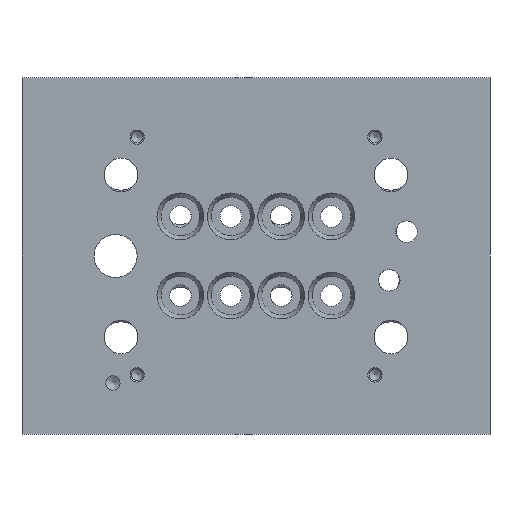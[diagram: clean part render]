
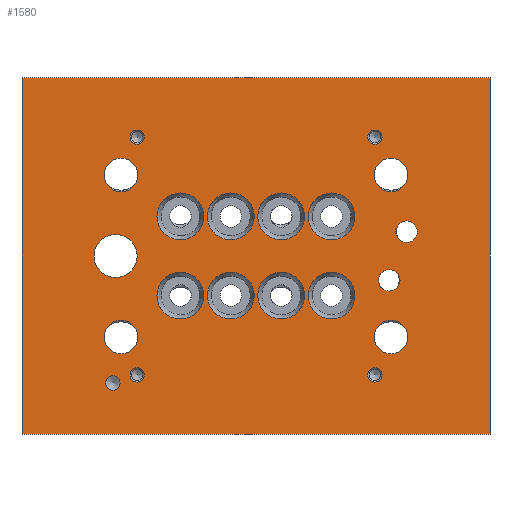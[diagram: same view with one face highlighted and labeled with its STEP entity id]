
A CAD part, front view. The second image highlights one B-rep face of the part: STEP entity #1580.
In plain terms, the highlighted planar face has unit normal (0, -1, 0).
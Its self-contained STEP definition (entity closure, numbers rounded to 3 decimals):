
#36=PLANE('',#1759);
#133=CIRCLE('',#1716,3.);
#166=CIRCLE('',#1760,4.7);
#167=CIRCLE('',#1761,4.7);
#168=CIRCLE('',#1762,4.7);
#169=CIRCLE('',#1763,4.7);
#170=CIRCLE('',#1764,6.);
#171=CIRCLE('',#1765,3.);
#172=CIRCLE('',#1766,2.);
#173=CIRCLE('',#1767,2.);
#174=CIRCLE('',#1768,2.);
#175=CIRCLE('',#1769,2.);
#176=CIRCLE('',#1770,2.);
#177=CIRCLE('',#1771,6.5);
#178=CIRCLE('',#1772,6.5);
#179=CIRCLE('',#1773,6.5);
#180=CIRCLE('',#1774,6.5);
#181=CIRCLE('',#1775,6.5);
#182=CIRCLE('',#1776,6.5);
#183=CIRCLE('',#1777,6.5);
#184=CIRCLE('',#1778,6.5);
#350=ORIENTED_EDGE('',*,*,#691,.F.);
#351=ORIENTED_EDGE('',*,*,#692,.F.);
#352=ORIENTED_EDGE('',*,*,#693,.F.);
#353=ORIENTED_EDGE('',*,*,#694,.F.);
#354=ORIENTED_EDGE('',*,*,#695,.F.);
#355=ORIENTED_EDGE('',*,*,#629,.F.);
#356=ORIENTED_EDGE('',*,*,#696,.F.);
#357=ORIENTED_EDGE('',*,*,#697,.F.);
#358=ORIENTED_EDGE('',*,*,#698,.F.);
#359=ORIENTED_EDGE('',*,*,#699,.F.);
#360=ORIENTED_EDGE('',*,*,#700,.F.);
#361=ORIENTED_EDGE('',*,*,#701,.F.);
#362=ORIENTED_EDGE('',*,*,#702,.F.);
#363=ORIENTED_EDGE('',*,*,#703,.F.);
#364=ORIENTED_EDGE('',*,*,#704,.F.);
#365=ORIENTED_EDGE('',*,*,#705,.F.);
#366=ORIENTED_EDGE('',*,*,#706,.F.);
#367=ORIENTED_EDGE('',*,*,#707,.F.);
#368=ORIENTED_EDGE('',*,*,#708,.F.);
#369=ORIENTED_EDGE('',*,*,#709,.F.);
#370=ORIENTED_EDGE('',*,*,#658,.F.);
#371=ORIENTED_EDGE('',*,*,#668,.F.);
#372=ORIENTED_EDGE('',*,*,#665,.F.);
#373=ORIENTED_EDGE('',*,*,#662,.F.);
#629=EDGE_CURVE('',#804,#804,#133,.T.);
#658=EDGE_CURVE('',#832,#833,#964,.T.);
#662=EDGE_CURVE('',#833,#836,#968,.T.);
#665=EDGE_CURVE('',#836,#838,#971,.T.);
#668=EDGE_CURVE('',#838,#832,#974,.T.);
#691=EDGE_CURVE('',#861,#861,#166,.T.);
#692=EDGE_CURVE('',#862,#862,#167,.T.);
#693=EDGE_CURVE('',#863,#863,#168,.T.);
#694=EDGE_CURVE('',#864,#864,#169,.T.);
#695=EDGE_CURVE('',#865,#865,#170,.T.);
#696=EDGE_CURVE('',#866,#866,#171,.T.);
#697=EDGE_CURVE('',#867,#867,#172,.T.);
#698=EDGE_CURVE('',#868,#868,#173,.T.);
#699=EDGE_CURVE('',#869,#869,#174,.T.);
#700=EDGE_CURVE('',#870,#870,#175,.T.);
#701=EDGE_CURVE('',#871,#871,#176,.T.);
#702=EDGE_CURVE('',#872,#872,#177,.T.);
#703=EDGE_CURVE('',#873,#873,#178,.T.);
#704=EDGE_CURVE('',#874,#874,#179,.T.);
#705=EDGE_CURVE('',#875,#875,#180,.T.);
#706=EDGE_CURVE('',#876,#876,#181,.T.);
#707=EDGE_CURVE('',#877,#877,#182,.T.);
#708=EDGE_CURVE('',#878,#878,#183,.T.);
#709=EDGE_CURVE('',#879,#879,#184,.T.);
#804=VERTEX_POINT('',#2581);
#832=VERTEX_POINT('',#2663);
#833=VERTEX_POINT('',#2664);
#836=VERTEX_POINT('',#2672);
#838=VERTEX_POINT('',#2678);
#861=VERTEX_POINT('',#2730);
#862=VERTEX_POINT('',#2732);
#863=VERTEX_POINT('',#2734);
#864=VERTEX_POINT('',#2736);
#865=VERTEX_POINT('',#2738);
#866=VERTEX_POINT('',#2740);
#867=VERTEX_POINT('',#2742);
#868=VERTEX_POINT('',#2744);
#869=VERTEX_POINT('',#2746);
#870=VERTEX_POINT('',#2748);
#871=VERTEX_POINT('',#2750);
#872=VERTEX_POINT('',#2752);
#873=VERTEX_POINT('',#2754);
#874=VERTEX_POINT('',#2756);
#875=VERTEX_POINT('',#2758);
#876=VERTEX_POINT('',#2760);
#877=VERTEX_POINT('',#2762);
#878=VERTEX_POINT('',#2764);
#879=VERTEX_POINT('',#2766);
#964=LINE('',#2662,#996);
#968=LINE('',#2671,#1000);
#971=LINE('',#2677,#1003);
#974=LINE('',#2683,#1006);
#996=VECTOR('',#2046,1000.);
#1000=VECTOR('',#2052,1000.);
#1003=VECTOR('',#2057,1000.);
#1006=VECTOR('',#2062,1000.);
#1055=EDGE_LOOP('',(#350));
#1056=EDGE_LOOP('',(#351));
#1057=EDGE_LOOP('',(#352));
#1058=EDGE_LOOP('',(#353));
#1059=EDGE_LOOP('',(#354));
#1060=EDGE_LOOP('',(#355));
#1061=EDGE_LOOP('',(#356));
#1062=EDGE_LOOP('',(#357));
#1063=EDGE_LOOP('',(#358));
#1064=EDGE_LOOP('',(#359));
#1065=EDGE_LOOP('',(#360));
#1066=EDGE_LOOP('',(#361));
#1067=EDGE_LOOP('',(#362));
#1068=EDGE_LOOP('',(#363));
#1069=EDGE_LOOP('',(#364));
#1070=EDGE_LOOP('',(#365));
#1071=EDGE_LOOP('',(#366));
#1072=EDGE_LOOP('',(#367));
#1073=EDGE_LOOP('',(#368));
#1074=EDGE_LOOP('',(#369));
#1075=EDGE_LOOP('',(#370,#371,#372,#373));
#1307=FACE_BOUND('',#1055,.T.);
#1308=FACE_BOUND('',#1056,.T.);
#1309=FACE_BOUND('',#1057,.T.);
#1310=FACE_BOUND('',#1058,.T.);
#1311=FACE_BOUND('',#1059,.T.);
#1312=FACE_BOUND('',#1060,.T.);
#1313=FACE_BOUND('',#1061,.T.);
#1314=FACE_BOUND('',#1062,.T.);
#1315=FACE_BOUND('',#1063,.T.);
#1316=FACE_BOUND('',#1064,.T.);
#1317=FACE_BOUND('',#1065,.T.);
#1318=FACE_BOUND('',#1066,.T.);
#1319=FACE_BOUND('',#1067,.T.);
#1320=FACE_BOUND('',#1068,.T.);
#1321=FACE_BOUND('',#1069,.T.);
#1322=FACE_BOUND('',#1070,.T.);
#1323=FACE_BOUND('',#1071,.T.);
#1324=FACE_BOUND('',#1072,.T.);
#1325=FACE_BOUND('',#1073,.T.);
#1326=FACE_BOUND('',#1074,.T.);
#1327=FACE_BOUND('',#1075,.T.);
#1580=ADVANCED_FACE('',(#1307,#1308,#1309,#1310,#1311,#1312,#1313,#1314,
#1315,#1316,#1317,#1318,#1319,#1320,#1321,#1322,#1323,#1324,#1325,#1326,
#1327),#36,.F.);
#1716=AXIS2_PLACEMENT_3D('',#2580,#1998,#1999);
#1759=AXIS2_PLACEMENT_3D('',#2728,#2108,#2109);
#1760=AXIS2_PLACEMENT_3D('',#2729,#2110,#2111);
#1761=AXIS2_PLACEMENT_3D('',#2731,#2112,#2113);
#1762=AXIS2_PLACEMENT_3D('',#2733,#2114,#2115);
#1763=AXIS2_PLACEMENT_3D('',#2735,#2116,#2117);
#1764=AXIS2_PLACEMENT_3D('',#2737,#2118,#2119);
#1765=AXIS2_PLACEMENT_3D('',#2739,#2120,#2121);
#1766=AXIS2_PLACEMENT_3D('',#2741,#2122,#2123);
#1767=AXIS2_PLACEMENT_3D('',#2743,#2124,#2125);
#1768=AXIS2_PLACEMENT_3D('',#2745,#2126,#2127);
#1769=AXIS2_PLACEMENT_3D('',#2747,#2128,#2129);
#1770=AXIS2_PLACEMENT_3D('',#2749,#2130,#2131);
#1771=AXIS2_PLACEMENT_3D('',#2751,#2132,#2133);
#1772=AXIS2_PLACEMENT_3D('',#2753,#2134,#2135);
#1773=AXIS2_PLACEMENT_3D('',#2755,#2136,#2137);
#1774=AXIS2_PLACEMENT_3D('',#2757,#2138,#2139);
#1775=AXIS2_PLACEMENT_3D('',#2759,#2140,#2141);
#1776=AXIS2_PLACEMENT_3D('',#2761,#2142,#2143);
#1777=AXIS2_PLACEMENT_3D('',#2763,#2144,#2145);
#1778=AXIS2_PLACEMENT_3D('',#2765,#2146,#2147);
#1998=DIRECTION('',(0.,-1.,0.));
#1999=DIRECTION('',(0.,0.,-1.));
#2046=DIRECTION('',(0.,0.,1.));
#2052=DIRECTION('',(1.,0.,0.));
#2057=DIRECTION('',(0.,0.,-1.));
#2062=DIRECTION('',(-1.,0.,0.));
#2108=DIRECTION('',(0.,1.,0.));
#2109=DIRECTION('',(0.,0.,1.));
#2110=DIRECTION('',(0.,-1.,0.));
#2111=DIRECTION('',(0.,0.,-1.));
#2112=DIRECTION('',(0.,-1.,0.));
#2113=DIRECTION('',(0.,0.,-1.));
#2114=DIRECTION('',(0.,-1.,0.));
#2115=DIRECTION('',(0.,0.,-1.));
#2116=DIRECTION('',(0.,-1.,0.));
#2117=DIRECTION('',(0.,0.,-1.));
#2118=DIRECTION('',(0.,-1.,0.));
#2119=DIRECTION('',(0.,0.,-1.));
#2120=DIRECTION('',(0.,-1.,0.));
#2121=DIRECTION('',(0.,0.,-1.));
#2122=DIRECTION('',(0.,-1.,0.));
#2123=DIRECTION('',(0.,0.,-1.));
#2124=DIRECTION('',(0.,-1.,0.));
#2125=DIRECTION('',(0.,0.,-1.));
#2126=DIRECTION('',(0.,-1.,0.));
#2127=DIRECTION('',(0.,0.,-1.));
#2128=DIRECTION('',(0.,-1.,0.));
#2129=DIRECTION('',(0.,0.,-1.));
#2130=DIRECTION('',(0.,-1.,0.));
#2131=DIRECTION('',(0.,0.,-1.));
#2132=DIRECTION('',(0.,-1.,0.));
#2133=DIRECTION('',(0.,0.,-1.));
#2134=DIRECTION('',(0.,-1.,0.));
#2135=DIRECTION('',(0.,0.,-1.));
#2136=DIRECTION('',(0.,-1.,0.));
#2137=DIRECTION('',(0.,0.,-1.));
#2138=DIRECTION('',(0.,-1.,0.));
#2139=DIRECTION('',(0.,0.,-1.));
#2140=DIRECTION('',(0.,-1.,0.));
#2141=DIRECTION('',(0.,0.,-1.));
#2142=DIRECTION('',(0.,-1.,0.));
#2143=DIRECTION('',(0.,0.,-1.));
#2144=DIRECTION('',(0.,-1.,0.));
#2145=DIRECTION('',(0.,0.,-1.));
#2146=DIRECTION('',(0.,-1.,0.));
#2147=DIRECTION('',(0.,0.,-1.));
#2580=CARTESIAN_POINT('',(37.,0.,-6.75));
#2581=CARTESIAN_POINT('',(37.,0.,-9.75));
#2662=CARTESIAN_POINT('',(-65.,0.,-49.5));
#2663=CARTESIAN_POINT('',(-65.,0.,-49.5));
#2664=CARTESIAN_POINT('',(-65.,0.,49.5));
#2671=CARTESIAN_POINT('',(-65.,0.,49.5));
#2672=CARTESIAN_POINT('',(65.,0.,49.5));
#2677=CARTESIAN_POINT('',(65.,0.,49.5));
#2678=CARTESIAN_POINT('',(65.,0.,-49.5));
#2683=CARTESIAN_POINT('',(65.,0.,-49.5));
#2728=CARTESIAN_POINT('',(0.,0.,0.));
#2729=CARTESIAN_POINT('',(-37.5,0.,22.5));
#2730=CARTESIAN_POINT('',(-37.5,0.,17.8));
#2731=CARTESIAN_POINT('',(37.5,0.,22.5));
#2732=CARTESIAN_POINT('',(37.5,0.,17.8));
#2733=CARTESIAN_POINT('',(-37.5,0.,-22.5));
#2734=CARTESIAN_POINT('',(-37.5,0.,-27.2));
#2735=CARTESIAN_POINT('',(37.5,0.,-22.5));
#2736=CARTESIAN_POINT('',(37.5,0.,-27.2));
#2737=CARTESIAN_POINT('',(-39.,0.,0.));
#2738=CARTESIAN_POINT('',(-39.,0.,-6.));
#2739=CARTESIAN_POINT('',(41.8,0.,6.75));
#2740=CARTESIAN_POINT('',(41.8,0.,3.75));
#2741=CARTESIAN_POINT('',(-39.75,0.,-35.3));
#2742=CARTESIAN_POINT('',(-39.75,0.,-37.3));
#2743=CARTESIAN_POINT('',(33.,0.,33.));
#2744=CARTESIAN_POINT('',(33.,0.,31.));
#2745=CARTESIAN_POINT('',(-33.,0.,33.));
#2746=CARTESIAN_POINT('',(-33.,0.,31.));
#2747=CARTESIAN_POINT('',(-33.,0.,-33.));
#2748=CARTESIAN_POINT('',(-33.,0.,-35.));
#2749=CARTESIAN_POINT('',(33.,0.,-33.));
#2750=CARTESIAN_POINT('',(33.,0.,-35.));
#2751=CARTESIAN_POINT('',(-21.,0.,-11.));
#2752=CARTESIAN_POINT('',(-21.,0.,-17.5));
#2753=CARTESIAN_POINT('',(-21.,0.,11.));
#2754=CARTESIAN_POINT('',(-21.,0.,4.5));
#2755=CARTESIAN_POINT('',(-7.,0.,-11.));
#2756=CARTESIAN_POINT('',(-7.,0.,-17.5));
#2757=CARTESIAN_POINT('',(-7.,0.,11.));
#2758=CARTESIAN_POINT('',(-7.,0.,4.5));
#2759=CARTESIAN_POINT('',(21.,0.,-11.));
#2760=CARTESIAN_POINT('',(21.,0.,-17.5));
#2761=CARTESIAN_POINT('',(21.,0.,11.));
#2762=CARTESIAN_POINT('',(21.,0.,4.5));
#2763=CARTESIAN_POINT('',(7.,0.,11.));
#2764=CARTESIAN_POINT('',(7.,0.,4.5));
#2765=CARTESIAN_POINT('',(7.,0.,-11.));
#2766=CARTESIAN_POINT('',(7.,0.,-17.5));
